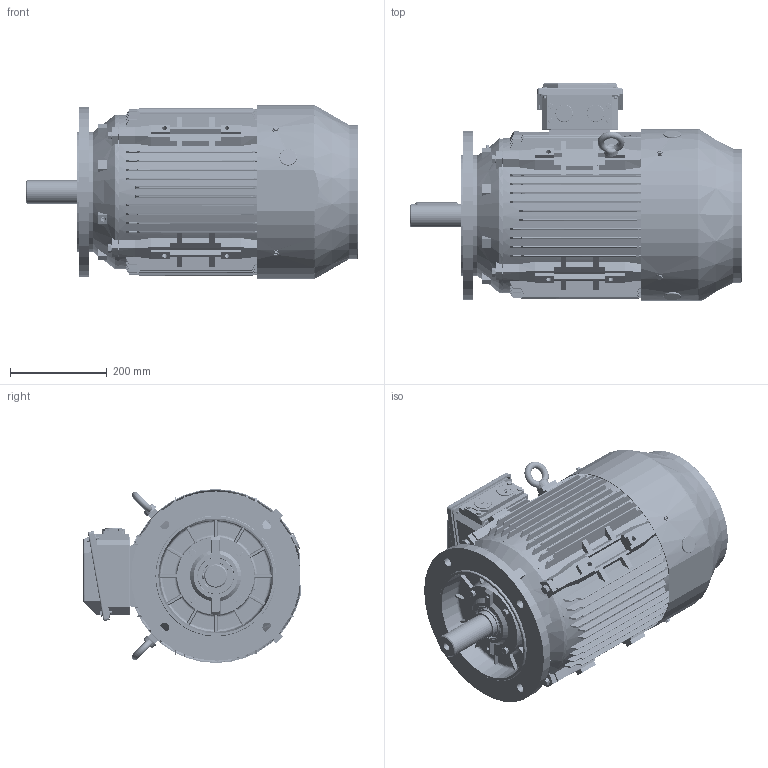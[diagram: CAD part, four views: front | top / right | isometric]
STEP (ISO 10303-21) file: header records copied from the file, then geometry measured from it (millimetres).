
FILE_DESCRIPTION (( 'STEP AP203' ), '1' );
FILE_NAME ('TC 180M B5外形图（BUSCK）.STEP', '2019-03-08T02:57:41', ( 'abc' ), ( '' ), 'SwSTEP 2.0', 'SolidWorks 2008', '' );
FILE_SCHEMA (( 'CONFIG_CONTROL_DESIGN' ));
Products named in the file (32): TC 180 B3 后端盖_默认; TC 180 轴承外盖NDE_默认; TC 180无轴转子_默认; TC 180 轴承外盖DE_默认; 10_默认; M8-65_默认; 8_默认; 吊环M12_默认; TC 180 B5 前端盖_默认; NEMA 250-280接线盒盖垫_默认; 160活动螺套板_默认; 螺塞M32_默认; TC 180M B5外形图（BUSCK）; TC 180M B5机座_默认; TC 180M转子_默认; TC 180M 轴_默认; 6311_默认; 平键14-9-90_默认; TC 180 轴承内盖_默认; IE2 180-4P风叶_默认; TC 180风罩_默认; M10-35_默认; 油封55-75-8_默认; 铜油嘴_默认; 扣塞_默认; M6-10_默认; TC 160-180接线盒座 活动螺套板_默认; TC 160-180-TFC250T接线盒座 活动螺套板_默认; TC 160-180 接线盒盖(借用NEMA250T接线盒盖)_默认; TC 160-180活动螺套板垫_默认; M6-20_默认; M6x20_默认
Assembly tree (59 placements, depth 3):
  TC 180M B5外形图（BUSCK）
    8_默认  x4
    油封55-75-8_默认  x2
    TC 180 轴承内盖_默认  x2
    IE2 180-4P风叶_默认
    M8-65_默认  x4
    M6-10_默认  x4
    吊环M12_默认  x2
    10_默认  x4
    TC 180M转子_默认
      TC 180M 轴_默认
      6311_默认  x2
      TC 180无轴转子_默认
      平键14-9-90_默认
    TC 180风罩_默认
    M10-35_默认  x4
    扣塞_默认  x2
    TC 160-180接线盒座 活动螺套板_默认
      M6-20_默认  x4
      NEMA 250-280接线盒盖垫_默认
      TC 160-180 接线盒盖(借用NEMA250T接线盒盖)_默认
      160活动螺套板_默认
      螺塞M32_默认  x2
      M6x20_默认  x4
      TC 160-180活动螺套板垫_默认
      TC 160-180-TFC250T接线盒座 活动螺套板_默认
    TC 180 轴承外盖NDE_默认
    TC 180 B3 后端盖_默认
    TC 180 轴承外盖DE_默认
    铜油嘴_默认  x2
    TC 180M B5机座_默认
    TC 180 B5 前端盖_默认
Bounding box: 687 x 449.64 x 359.96 mm (x, y, z)
Volume: 16087287.2 mm3; surface area: 3411950.9 mm2
Topology: 59 solids, 59 shells, 7130 faces, 20261 edges, 13266 vertices
Faces by surface type: plane 3352, cylinder 2663, cone 448, torus 330, bspline 219, sphere 118
Entity records: 228707 total; most frequent: CARTESIAN_POINT 58617, ORIENTED_EDGE 35550, DIRECTION 34001, EDGE_CURVE 17775, AXIS2_PLACEMENT_3D 11991, VERTEX_POINT 11668, VECTOR 10019, LINE 10019
